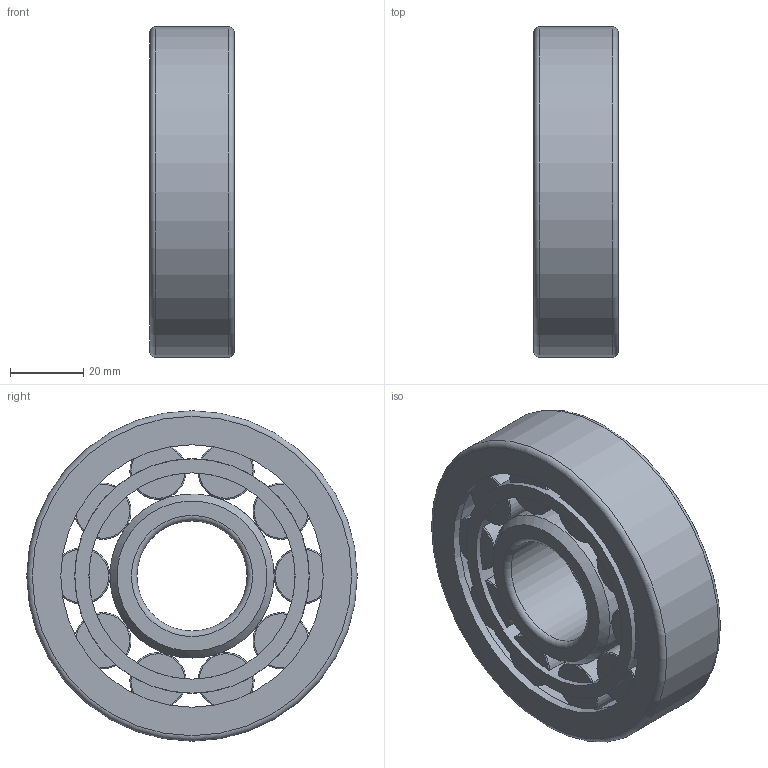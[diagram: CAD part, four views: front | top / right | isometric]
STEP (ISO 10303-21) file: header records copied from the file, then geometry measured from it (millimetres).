
FILE_DESCRIPTION(/* description */ (''),/* implementation_level */ '2;1');
FILE_NAME(/* name */ 'ISO 15 - 30 x 90 x 23.stp',/* time_stamp */ '2020-09-04T00:20:31+05:00',/* author */ ('Дом'),/* organization */ (''),/* preprocessor_version */ 'ST-DEVELOPER v18.1',/* originating_system */ 'Autodesk Inventor 2021',/* authorisation */ '');
FILE_SCHEMA (('AUTOMOTIVE_DESIGN { 1 0 10303 214 3 1 1 }'));
Length unit declared in the file: millimetre
Products named in the file (1): Roller bearing 32 i 33_ISO 15 RCR - 0430 - 8,SI,NC,8
Bounding box: 23 x 90 x 90 mm (x, y, z)
Volume: 101731 mm3; surface area: 36890.4 mm2
Topology: 1 solids, 1 shells, 142 faces, 402 edges, 268 vertices
Faces by surface type: cylinder 48, plane 48, torus 44, cone 2
Full cylindrical faces by diameter (mm): 30 x1, 44.7 x1, 56.172 x1, 63.828 x1, 71.475 x2, 75.3 x1, 90 x1
Entity records: 7734 total; most frequent: CARTESIAN_POINT 3964, ORIENTED_EDGE 804, DIRECTION 760, EDGE_CURVE 402, AXIS2_PLACEMENT_3D 335, VERTEX_POINT 268, CIRCLE 192, EDGE_LOOP 190
